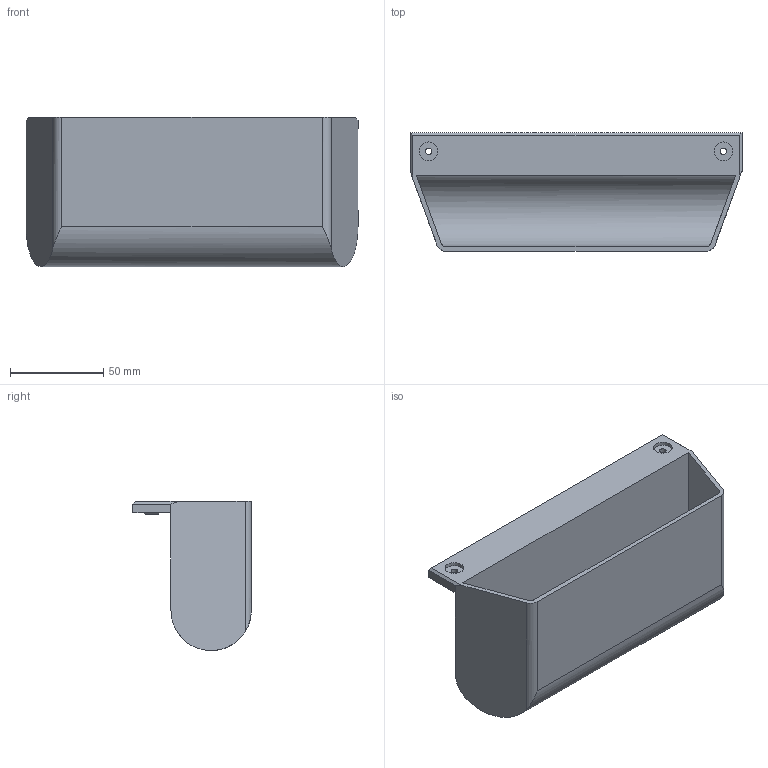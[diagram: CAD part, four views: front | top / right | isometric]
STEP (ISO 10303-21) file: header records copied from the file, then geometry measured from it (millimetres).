
FILE_DESCRIPTION(/* description */ (''),/* implementation_level */ '2;1');
FILE_NAME(/* name */ 'Drip tray V3.step',/* time_stamp */ '2019-05-15T21:53:32-05:00',/* author */ ('Benjamin.dalton'),/* organization */ (''),/* preprocessor_version */ 'ST-DEVELOPER v18',/* originating_system */ 'Autodesk Translation Framework v8.2.0.1029',/* authorisation */ '');
FILE_SCHEMA (('AUTOMOTIVE_DESIGN { 1 0 10303 214 3 1 1 }'));
Length unit declared in the file: millimetre
Products named in the file (1): Drip tray V3
Bounding box: 178 x 63.56 x 80 mm (x, y, z)
Volume: 107283.4 mm3; surface area: 79205.4 mm2
Topology: 1 solids, 1 shells, 38 faces, 85 edges, 54 vertices
Faces by surface type: plane 26, cylinder 12
Full cylindrical faces by diameter (mm): 3.5 x2, 5.2 x2, 10 x2
Entity records: 1106 total; most frequent: CARTESIAN_POINT 206, DIRECTION 179, ORIENTED_EDGE 170, EDGE_CURVE 85, LINE 61, VECTOR 61, AXIS2_PLACEMENT_3D 59, VERTEX_POINT 54
